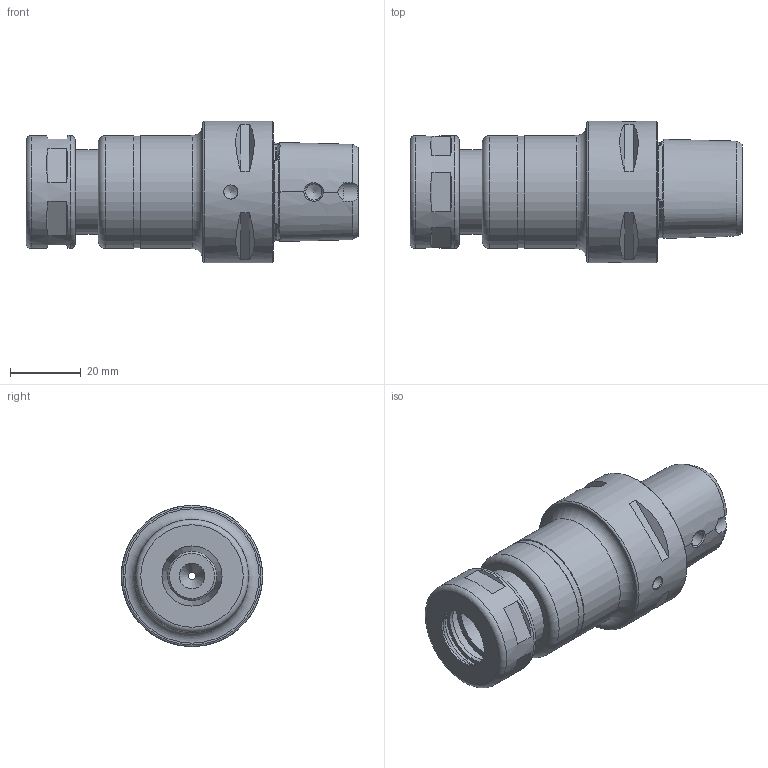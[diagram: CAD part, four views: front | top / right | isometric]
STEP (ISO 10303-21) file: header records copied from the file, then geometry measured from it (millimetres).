
FILE_DESCRIPTION((''),'2;1');
FILE_NAME('670000412070-3D.stp','2021-01-28T13:25:35',('nttooll'),(''),'Autodesk Inventor 2012','Autodesk Inventor 2012','');
FILE_SCHEMA(('AUTOMOTIVE_DESIGN { 1 0 10303 214 1 1 1 1 }'));
Length unit declared in the file: millimetre
Products named in the file (1): 670000412070-3D
Bounding box: 94 x 40 x 40 mm (x, y, z)
Volume: 58929.6 mm3; surface area: 18371.4 mm2
Topology: 2 solids, 2 shells, 151 faces, 319 edges, 197 vertices
Faces by surface type: plane 62, cylinder 39, cone 22, bspline 16, torus 12
Full cylindrical faces by diameter (mm): 2 x1, 4 x1, 4.5 x1, 4.599 x2, 4.6 x1, 5 x1, 8 x2, 9.57 x1, 12.8 x2, 13.3 x1, 14 x3, 14.5 x2, 17 x1, 18 x2, 18.2 x1, 20 x1, 20.5 x1, 24 x2, 31.6 x1, 32 x3, 40 x1
Entity records: 7045 total; most frequent: CARTESIAN_POINT 4161, DIRECTION 576, ORIENTED_EDGE 486, AXIS2_PLACEMENT_3D 259, EDGE_LOOP 248, EDGE_CURVE 243, VERTEX_POINT 184, FACE_OUTER_BOUND 151
